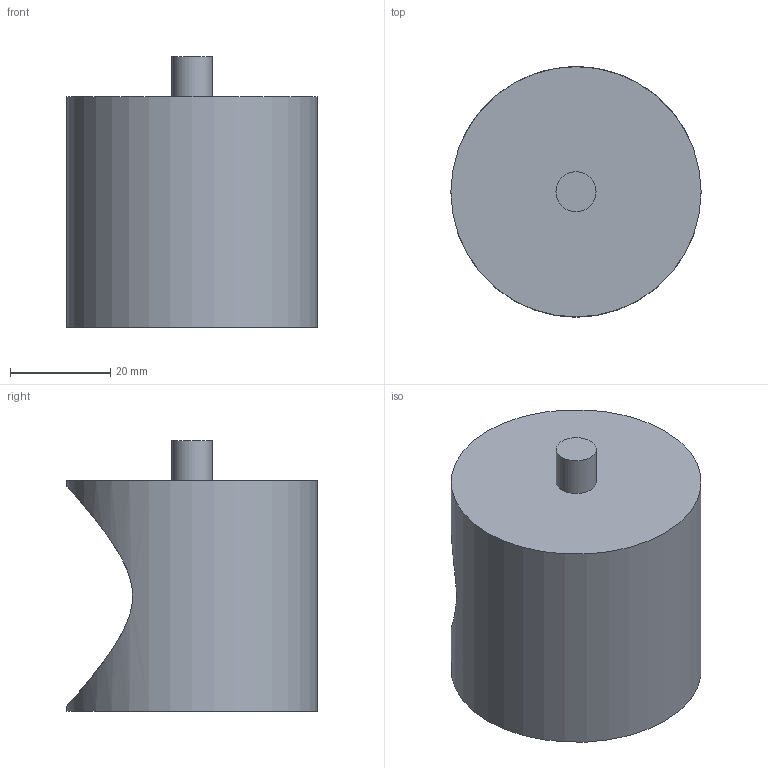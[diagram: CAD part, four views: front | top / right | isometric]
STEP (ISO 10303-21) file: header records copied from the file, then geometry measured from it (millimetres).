
FILE_DESCRIPTION(('FreeCAD Model'),'2;1');
FILE_NAME('Open CASCADE Shape Model','2022-06-07T01:23:52',('Author'),( ''),'Open CASCADE STEP processor 7.5','FreeCAD','Unknown');
FILE_SCHEMA(('AUTOMOTIVE_DESIGN { 1 0 10303 214 1 1 1 1 }'));
Length unit declared in the file: millimetre
Products named in the file (1): BDD_distributor
Bounding box: 50 x 50 x 54 mm (x, y, z)
Volume: 38959.5 mm3; surface area: 14962.2 mm2
Topology: 1 solids, 1 shells, 17 faces, 40 edges, 27 vertices
Faces by surface type: cylinder 12, plane 4, sphere 1
Full cylindrical faces by diameter (mm): 2.4 x8, 7 x1, 8 x1, 44 x1, 50 x1
Entity records: 4831 total; most frequent: CARTESIAN_POINT 4003, DIRECTION 135, ORIENTED_EDGE 78, PCURVE 78, DEFINITIONAL_REPRESENTATION 78, LINE 52, VECTOR 52, EDGE_CURVE 39
